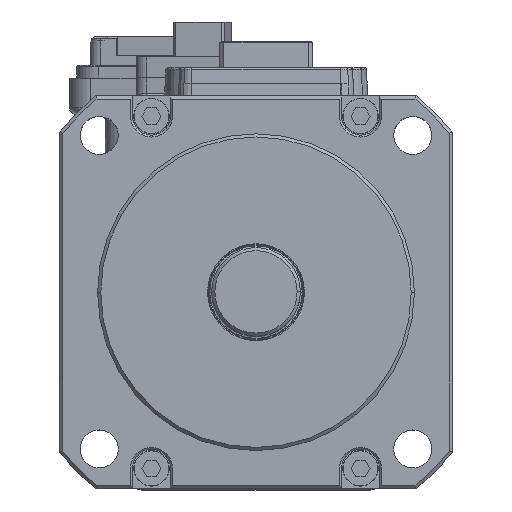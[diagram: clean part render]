
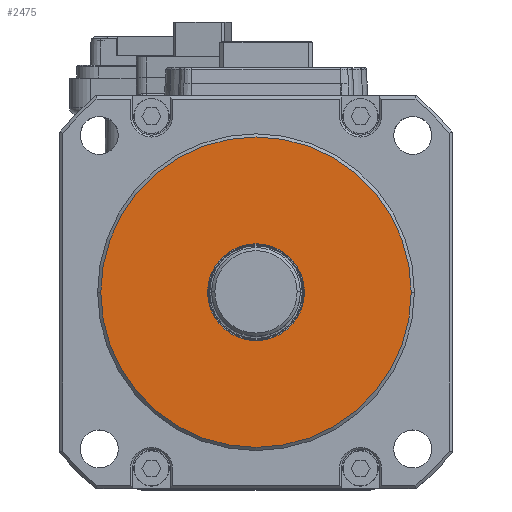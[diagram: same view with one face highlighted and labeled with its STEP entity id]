
A CAD part, top view. The second image highlights one B-rep face of the part: STEP entity #2475.
In plain terms, the highlighted planar face has unit normal (0, 0, 1).
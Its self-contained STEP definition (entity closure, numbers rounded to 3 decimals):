
#2475 = ADVANCED_FACE ( 'NONE', ( #69236, #69182 ), #69256, .T. ) ;
#7313 = ORIENTED_EDGE ( 'NONE', *, *, #73256, .T. ) ;
#7340 = ORIENTED_EDGE ( 'NONE', *, *, #73123, .F. ) ;
#7363 = ORIENTED_EDGE ( 'NONE', *, *, #73200, .F. ) ;
#7375 = ORIENTED_EDGE ( 'NONE', *, *, #32263, .T. ) ;
#10976 = CARTESIAN_POINT ( 'NONE',  ( 0., 0., 35. ) ) ;
#10979 = DIRECTION ( 'NONE',  ( 0., 0., 1. ) ) ;
#10980 = DIRECTION ( 'NONE',  ( 1., 0., 0. ) ) ;
#11082 = EDGE_LOOP ( 'NONE', ( #7340, #7363 ) ) ;
#11175 = EDGE_LOOP ( 'NONE', ( #7313, #7375 ) ) ;
#22156 = CIRCLE ( 'NONE', #22223, 24.5 ) ;
#22223 = AXIS2_PLACEMENT_3D ( 'NONE', #10976, #10979, #10980 ) ;
#31586 = CARTESIAN_POINT ( 'NONE',  ( 24.5, 0., 35. ) ) ;
#31645 = CARTESIAN_POINT ( 'NONE',  ( -7.65, 0., 35. ) ) ;
#31667 = CARTESIAN_POINT ( 'NONE',  ( -24.5, 0., 35. ) ) ;
#31732 = CARTESIAN_POINT ( 'NONE',  ( 7.65, 0., 35. ) ) ;
#32263 = EDGE_CURVE ( 'NONE', #51758, #51834, #22156, .T. ) ;
#45296 = AXIS2_PLACEMENT_3D ( 'NONE', #69210, #69232, #69257 ) ;
#51758 = VERTEX_POINT ( 'NONE', #31586 ) ;
#51834 = VERTEX_POINT ( 'NONE', #31667 ) ;
#51976 = VERTEX_POINT ( 'NONE', #31645 ) ;
#51990 = VERTEX_POINT ( 'NONE', #31732 ) ;
#69182 = FACE_BOUND ( 'NONE', #11082, .T. ) ;
#69210 = CARTESIAN_POINT ( 'NONE',  ( 0., 0., 35. ) ) ;
#69232 = DIRECTION ( 'NONE',  ( 0., 0., 1. ) ) ;
#69236 = FACE_OUTER_BOUND ( 'NONE', #11175, .T. ) ;
#69256 = PLANE ( 'NONE',  #45296 ) ;
#69257 = DIRECTION ( 'NONE',  ( 1., 0., 0. ) ) ;
#73123 = EDGE_CURVE ( 'NONE', #51976, #51990, #89584, .T. ) ;
#73200 = EDGE_CURVE ( 'NONE', #51990, #51976, #89698, .T. ) ;
#73256 = EDGE_CURVE ( 'NONE', #51834, #51758, #89785, .T. ) ;
#89564 = AXIS2_PLACEMENT_3D ( 'NONE', #90740, #90745, #90881 ) ;
#89584 = CIRCLE ( 'NONE', #89564, 7.65 ) ;
#89695 = AXIS2_PLACEMENT_3D ( 'NONE', #91256, #91247, #91227 ) ;
#89698 = CIRCLE ( 'NONE', #89695, 7.65 ) ;
#89785 = CIRCLE ( 'NONE', #89810, 24.5 ) ;
#89810 = AXIS2_PLACEMENT_3D ( 'NONE', #91564, #91561, #91604 ) ;
#90740 = CARTESIAN_POINT ( 'NONE',  ( 0., 0., 35. ) ) ;
#90745 = DIRECTION ( 'NONE',  ( 0., 0., 1. ) ) ;
#90881 = DIRECTION ( 'NONE',  ( 1., 0., 0. ) ) ;
#91227 = DIRECTION ( 'NONE',  ( 1., 0., 0. ) ) ;
#91247 = DIRECTION ( 'NONE',  ( 0., 0., 1. ) ) ;
#91256 = CARTESIAN_POINT ( 'NONE',  ( 0., 0., 35. ) ) ;
#91561 = DIRECTION ( 'NONE',  ( 0., 0., 1. ) ) ;
#91564 = CARTESIAN_POINT ( 'NONE',  ( 0., 0., 35. ) ) ;
#91604 = DIRECTION ( 'NONE',  ( 1., 0., 0. ) ) ;
